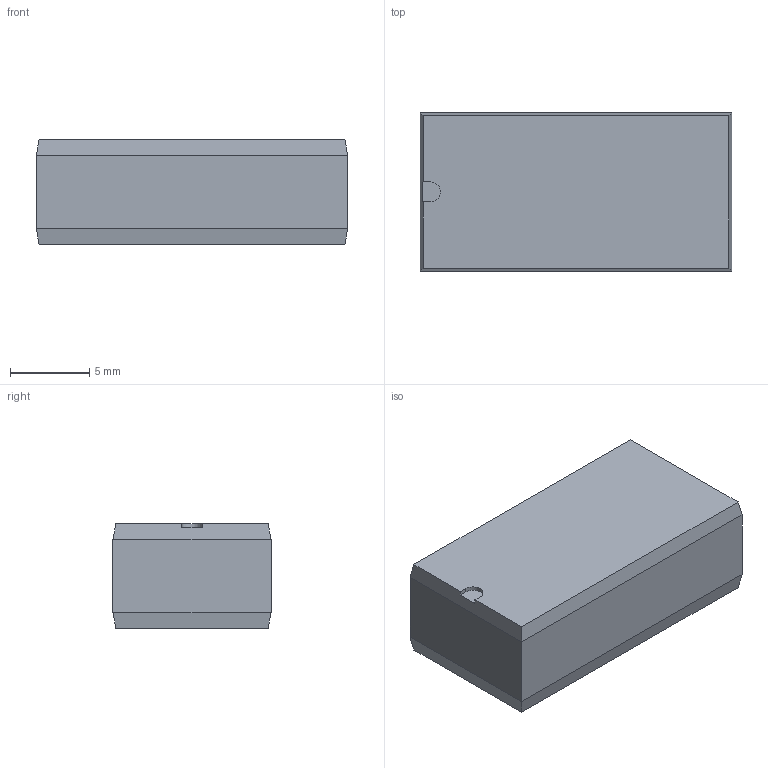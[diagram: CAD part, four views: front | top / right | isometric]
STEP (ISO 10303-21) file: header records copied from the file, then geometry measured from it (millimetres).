
FILE_DESCRIPTION (( 'STEP AP214' ), '1' );
FILE_NAME ( 'DIP762W50P254L1970H700Q14_6.STEP', '2015-12-14T18:00:44', ( '' ), ( '' ), 'FPX Expert 2013', 'PCB Libraries', '' );
FILE_SCHEMA (( 'AUTOMOTIVE_DESIGN' ));
Length unit declared in the file: millimetre
Products named in the file (1): DIP762W50P254L1970H700Q14_6
Bounding box: 19.7 x 10 x 6.62 mm (x, y, z)
Volume: 1293.2 mm3; surface area: 767.3 mm2
Topology: 1 solids, 1 shells, 18 faces, 40 edges, 24 vertices
Faces by surface type: plane 17, cylinder 1
Entity records: 3388 total; most frequent: CARTESIAN_POINT 527, ORIENTED_EDGE 512, DIRECTION 488, EDGE_CURVE 256, VECTOR 230, LINE 230, VERTEX_POINT 168, AXIS2_PLACEMENT_3D 129
